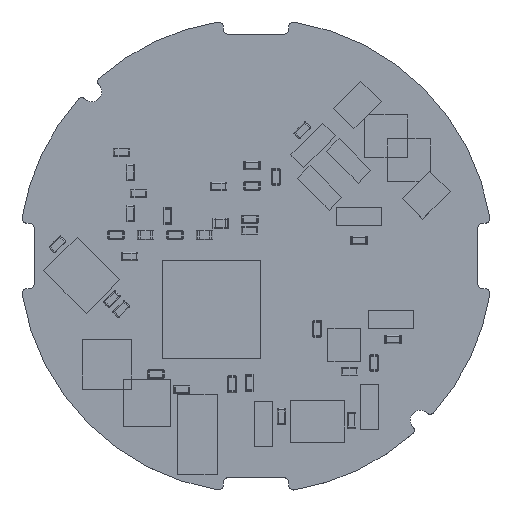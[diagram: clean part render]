
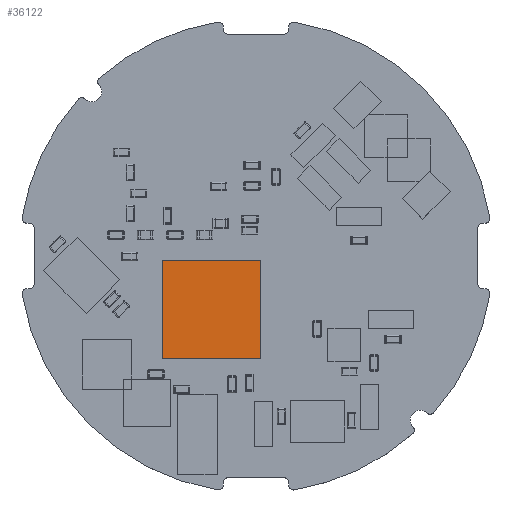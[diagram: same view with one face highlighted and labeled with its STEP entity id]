
A CAD part, top view. The second image highlights one B-rep face of the part: STEP entity #36122.
In plain terms, the highlighted planar face has unit normal (0, 0, 1).
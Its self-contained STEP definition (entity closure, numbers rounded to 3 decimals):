
#35808 = VERTEX_POINT('',#35809);
#35809 = CARTESIAN_POINT('',(-3.,-3.,0.9));
#35816 = PLANE('',#35817);
#35817 = AXIS2_PLACEMENT_3D('',#35818,#35819,#35820);
#35818 = CARTESIAN_POINT('',(-3.,-3.,0.));
#35819 = DIRECTION('',(-1.,0.,0.));
#35820 = DIRECTION('',(0.,1.,0.));
#35828 = PLANE('',#35829);
#35829 = AXIS2_PLACEMENT_3D('',#35830,#35831,#35832);
#35830 = CARTESIAN_POINT('',(3.,-3.,0.));
#35831 = DIRECTION('',(0.,-1.,0.));
#35832 = DIRECTION('',(-1.,0.,0.));
#35840 = EDGE_CURVE('',#35808,#35841,#35843,.T.);
#35841 = VERTEX_POINT('',#35842);
#35842 = CARTESIAN_POINT('',(-3.,3.,0.9));
#35843 = SURFACE_CURVE('',#35844,(#35848,#35855),.PCURVE_S1.);
#35844 = LINE('',#35845,#35846);
#35845 = CARTESIAN_POINT('',(-3.,-3.,0.9));
#35846 = VECTOR('',#35847,1.);
#35847 = DIRECTION('',(0.,1.,0.));
#35848 = PCURVE('',#35816,#35849);
#35849 = DEFINITIONAL_REPRESENTATION('',(#35850),#35854);
#35850 = LINE('',#35851,#35852);
#35851 = CARTESIAN_POINT('',(0.,-0.9));
#35852 = VECTOR('',#35853,1.);
#35853 = DIRECTION('',(1.,0.));
#35854 = ( GEOMETRIC_REPRESENTATION_CONTEXT(2) 
PARAMETRIC_REPRESENTATION_CONTEXT() REPRESENTATION_CONTEXT('2D SPACE',''
  ) );
#35855 = PCURVE('',#35856,#35861);
#35856 = PLANE('',#35857);
#35857 = AXIS2_PLACEMENT_3D('',#35858,#35859,#35860);
#35858 = CARTESIAN_POINT('',(-3.,-3.,0.9));
#35859 = DIRECTION('',(0.,0.,1.));
#35860 = DIRECTION('',(1.,0.,0.));
#35861 = DEFINITIONAL_REPRESENTATION('',(#35862),#35866);
#35862 = LINE('',#35863,#35864);
#35863 = CARTESIAN_POINT('',(0.,0.));
#35864 = VECTOR('',#35865,1.);
#35865 = DIRECTION('',(0.,1.));
#35866 = ( GEOMETRIC_REPRESENTATION_CONTEXT(2) 
PARAMETRIC_REPRESENTATION_CONTEXT() REPRESENTATION_CONTEXT('2D SPACE',''
  ) );
#35884 = PLANE('',#35885);
#35885 = AXIS2_PLACEMENT_3D('',#35886,#35887,#35888);
#35886 = CARTESIAN_POINT('',(-3.,3.,0.));
#35887 = DIRECTION('',(0.,1.,0.));
#35888 = DIRECTION('',(1.,0.,0.));
#35926 = EDGE_CURVE('',#35841,#35927,#35929,.T.);
#35927 = VERTEX_POINT('',#35928);
#35928 = CARTESIAN_POINT('',(3.,3.,0.9));
#35929 = SURFACE_CURVE('',#35930,(#35934,#35941),.PCURVE_S1.);
#35930 = LINE('',#35931,#35932);
#35931 = CARTESIAN_POINT('',(-3.,3.,0.9));
#35932 = VECTOR('',#35933,1.);
#35933 = DIRECTION('',(1.,0.,0.));
#35934 = PCURVE('',#35884,#35935);
#35935 = DEFINITIONAL_REPRESENTATION('',(#35936),#35940);
#35936 = LINE('',#35937,#35938);
#35937 = CARTESIAN_POINT('',(0.,-0.9));
#35938 = VECTOR('',#35939,1.);
#35939 = DIRECTION('',(1.,0.));
#35940 = ( GEOMETRIC_REPRESENTATION_CONTEXT(2) 
PARAMETRIC_REPRESENTATION_CONTEXT() REPRESENTATION_CONTEXT('2D SPACE',''
  ) );
#35941 = PCURVE('',#35856,#35942);
#35942 = DEFINITIONAL_REPRESENTATION('',(#35943),#35947);
#35943 = LINE('',#35944,#35945);
#35944 = CARTESIAN_POINT('',(0.,6.));
#35945 = VECTOR('',#35946,1.);
#35946 = DIRECTION('',(1.,0.));
#35947 = ( GEOMETRIC_REPRESENTATION_CONTEXT(2) 
PARAMETRIC_REPRESENTATION_CONTEXT() REPRESENTATION_CONTEXT('2D SPACE',''
  ) );
#35965 = PLANE('',#35966);
#35966 = AXIS2_PLACEMENT_3D('',#35967,#35968,#35969);
#35967 = CARTESIAN_POINT('',(3.,3.,0.));
#35968 = DIRECTION('',(1.,0.,0.));
#35969 = DIRECTION('',(0.,-1.,0.));
#36002 = EDGE_CURVE('',#35927,#36003,#36005,.T.);
#36003 = VERTEX_POINT('',#36004);
#36004 = CARTESIAN_POINT('',(3.,-3.,0.9));
#36005 = SURFACE_CURVE('',#36006,(#36010,#36017),.PCURVE_S1.);
#36006 = LINE('',#36007,#36008);
#36007 = CARTESIAN_POINT('',(3.,3.,0.9));
#36008 = VECTOR('',#36009,1.);
#36009 = DIRECTION('',(0.,-1.,0.));
#36010 = PCURVE('',#35965,#36011);
#36011 = DEFINITIONAL_REPRESENTATION('',(#36012),#36016);
#36012 = LINE('',#36013,#36014);
#36013 = CARTESIAN_POINT('',(0.,-0.9));
#36014 = VECTOR('',#36015,1.);
#36015 = DIRECTION('',(1.,0.));
#36016 = ( GEOMETRIC_REPRESENTATION_CONTEXT(2) 
PARAMETRIC_REPRESENTATION_CONTEXT() REPRESENTATION_CONTEXT('2D SPACE',''
  ) );
#36017 = PCURVE('',#35856,#36018);
#36018 = DEFINITIONAL_REPRESENTATION('',(#36019),#36023);
#36019 = LINE('',#36020,#36021);
#36020 = CARTESIAN_POINT('',(6.,6.));
#36021 = VECTOR('',#36022,1.);
#36022 = DIRECTION('',(0.,-1.));
#36023 = ( GEOMETRIC_REPRESENTATION_CONTEXT(2) 
PARAMETRIC_REPRESENTATION_CONTEXT() REPRESENTATION_CONTEXT('2D SPACE',''
  ) );
#36073 = EDGE_CURVE('',#36003,#35808,#36074,.T.);
#36074 = SURFACE_CURVE('',#36075,(#36079,#36086),.PCURVE_S1.);
#36075 = LINE('',#36076,#36077);
#36076 = CARTESIAN_POINT('',(3.,-3.,0.9));
#36077 = VECTOR('',#36078,1.);
#36078 = DIRECTION('',(-1.,0.,0.));
#36079 = PCURVE('',#35828,#36080);
#36080 = DEFINITIONAL_REPRESENTATION('',(#36081),#36085);
#36081 = LINE('',#36082,#36083);
#36082 = CARTESIAN_POINT('',(0.,-0.9));
#36083 = VECTOR('',#36084,1.);
#36084 = DIRECTION('',(1.,0.));
#36085 = ( GEOMETRIC_REPRESENTATION_CONTEXT(2) 
PARAMETRIC_REPRESENTATION_CONTEXT() REPRESENTATION_CONTEXT('2D SPACE',''
  ) );
#36086 = PCURVE('',#35856,#36087);
#36087 = DEFINITIONAL_REPRESENTATION('',(#36088),#36092);
#36088 = LINE('',#36089,#36090);
#36089 = CARTESIAN_POINT('',(6.,0.));
#36090 = VECTOR('',#36091,1.);
#36091 = DIRECTION('',(-1.,0.));
#36092 = ( GEOMETRIC_REPRESENTATION_CONTEXT(2) 
PARAMETRIC_REPRESENTATION_CONTEXT() REPRESENTATION_CONTEXT('2D SPACE',''
  ) );
#36122 = ADVANCED_FACE('',(#36123),#35856,.T.);
#36123 = FACE_BOUND('',#36124,.F.);
#36124 = EDGE_LOOP('',(#36125,#36126,#36127,#36128));
#36125 = ORIENTED_EDGE('',*,*,#35840,.T.);
#36126 = ORIENTED_EDGE('',*,*,#35926,.T.);
#36127 = ORIENTED_EDGE('',*,*,#36002,.T.);
#36128 = ORIENTED_EDGE('',*,*,#36073,.T.);
